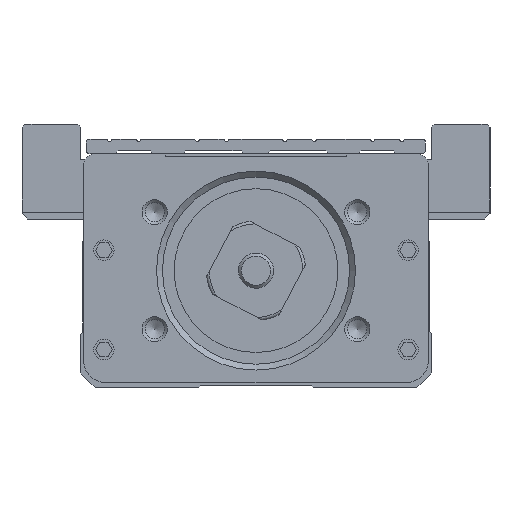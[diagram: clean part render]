
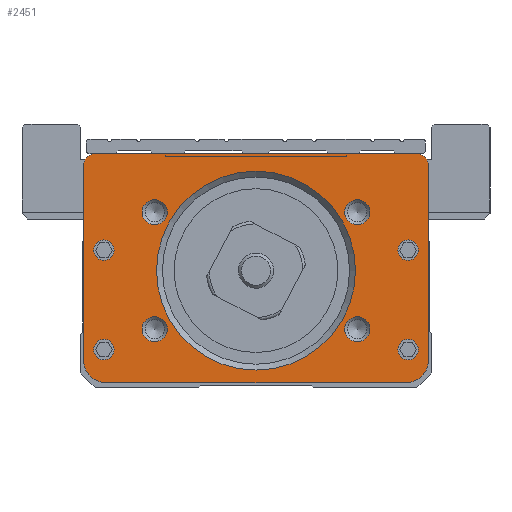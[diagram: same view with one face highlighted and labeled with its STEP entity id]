
A CAD part, front view. The second image highlights one B-rep face of the part: STEP entity #2451.
In plain terms, the highlighted face is planar.
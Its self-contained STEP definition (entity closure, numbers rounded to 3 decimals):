
#2451=ADVANCED_FACE('',(#5648,#5649,#5650,#5651,#5652,#5653,#5654,#5655,
#5656,#5657),#3775,.F.);
#3775=PLANE('',#26740);
#4757=CIRCLE('',#26697,4.);
#4759=CIRCLE('',#26701,4.);
#4770=CIRCLE('',#26725,2.);
#4771=CIRCLE('',#26727,2.);
#4773=CIRCLE('',#26731,2.15);
#4774=CIRCLE('',#26732,2.15);
#4775=CIRCLE('',#26733,2.15);
#4776=CIRCLE('',#26734,2.15);
#4777=CIRCLE('',#26735,17.);
#4778=CIRCLE('',#26736,1.75);
#4779=CIRCLE('',#26737,1.75);
#4780=CIRCLE('',#26738,1.75);
#4781=CIRCLE('',#26739,1.75);
#5648=FACE_BOUND('',#6717,.T.);
#5649=FACE_BOUND('',#6718,.T.);
#5650=FACE_BOUND('',#6719,.T.);
#5651=FACE_BOUND('',#6720,.T.);
#5652=FACE_BOUND('',#6721,.T.);
#5653=FACE_BOUND('',#6722,.T.);
#5654=FACE_BOUND('',#6723,.T.);
#5655=FACE_BOUND('',#6724,.T.);
#5656=FACE_BOUND('',#6725,.T.);
#5657=FACE_BOUND('',#6726,.T.);
#6717=EDGE_LOOP('',(#10226));
#6718=EDGE_LOOP('',(#10227));
#6719=EDGE_LOOP('',(#10228));
#6720=EDGE_LOOP('',(#10229));
#6721=EDGE_LOOP('',(#10230));
#6722=EDGE_LOOP('',(#10231));
#6723=EDGE_LOOP('',(#10232));
#6724=EDGE_LOOP('',(#10233));
#6725=EDGE_LOOP('',(#10234));
#6726=EDGE_LOOP('',(#10235,#10236,#10237,#10238,#10239,#10240,#10241,#10242));
#10226=ORIENTED_EDGE('',*,*,#18753,.T.);
#10227=ORIENTED_EDGE('',*,*,#18754,.T.);
#10228=ORIENTED_EDGE('',*,*,#18755,.T.);
#10229=ORIENTED_EDGE('',*,*,#18756,.T.);
#10230=ORIENTED_EDGE('',*,*,#18757,.T.);
#10231=ORIENTED_EDGE('',*,*,#18758,.T.);
#10232=ORIENTED_EDGE('',*,*,#18759,.T.);
#10233=ORIENTED_EDGE('',*,*,#18760,.T.);
#10234=ORIENTED_EDGE('',*,*,#18761,.T.);
#10235=ORIENTED_EDGE('',*,*,#18736,.F.);
#10236=ORIENTED_EDGE('',*,*,#18690,.F.);
#10237=ORIENTED_EDGE('',*,*,#18711,.F.);
#10238=ORIENTED_EDGE('',*,*,#18751,.F.);
#10239=ORIENTED_EDGE('',*,*,#18646,.F.);
#10240=ORIENTED_EDGE('',*,*,#18750,.F.);
#10241=ORIENTED_EDGE('',*,*,#18709,.F.);
#10242=ORIENTED_EDGE('',*,*,#18698,.F.);
#15918=VERTEX_POINT('',#38250);
#15919=VERTEX_POINT('',#38252);
#15959=VERTEX_POINT('',#38338);
#15960=VERTEX_POINT('',#38340);
#15967=VERTEX_POINT('',#38356);
#15968=VERTEX_POINT('',#38358);
#15973=VERTEX_POINT('',#38371);
#15977=VERTEX_POINT('',#38382);
#16002=VERTEX_POINT('',#38463);
#16003=VERTEX_POINT('',#38465);
#16004=VERTEX_POINT('',#38467);
#16005=VERTEX_POINT('',#38469);
#16006=VERTEX_POINT('',#38471);
#16007=VERTEX_POINT('',#38473);
#16008=VERTEX_POINT('',#38475);
#16009=VERTEX_POINT('',#38477);
#16010=VERTEX_POINT('',#38479);
#18646=EDGE_CURVE('',#15918,#15919,#21825,.T.);
#18690=EDGE_CURVE('',#15959,#15960,#4757,.T.);
#18698=EDGE_CURVE('',#15967,#15968,#4759,.T.);
#18709=EDGE_CURVE('',#15968,#15973,#21871,.T.);
#18711=EDGE_CURVE('',#15977,#15959,#21873,.T.);
#18736=EDGE_CURVE('',#15960,#15967,#21893,.T.);
#18750=EDGE_CURVE('',#15973,#15918,#4770,.T.);
#18751=EDGE_CURVE('',#15919,#15977,#4771,.T.);
#18753=EDGE_CURVE('',#16002,#16002,#4773,.T.);
#18754=EDGE_CURVE('',#16003,#16003,#4774,.T.);
#18755=EDGE_CURVE('',#16004,#16004,#4775,.T.);
#18756=EDGE_CURVE('',#16005,#16005,#4776,.T.);
#18757=EDGE_CURVE('',#16006,#16006,#4777,.T.);
#18758=EDGE_CURVE('',#16007,#16007,#4778,.T.);
#18759=EDGE_CURVE('',#16008,#16008,#4779,.T.);
#18760=EDGE_CURVE('',#16009,#16009,#4780,.T.);
#18761=EDGE_CURVE('',#16010,#16010,#4781,.T.);
#21825=LINE('',#38251,#24253);
#21871=LINE('',#38379,#24299);
#21873=LINE('',#38383,#24301);
#21893=LINE('',#38433,#24321);
#24253=VECTOR('',#30541,1.);
#24299=VECTOR('',#30635,1.);
#24301=VECTOR('',#30639,1.);
#24321=VECTOR('',#30685,1.);
#26697=AXIS2_PLACEMENT_3D('',#38339,#30605,#30606);
#26701=AXIS2_PLACEMENT_3D('',#38357,#30619,#30620);
#26725=AXIS2_PLACEMENT_3D('',#38456,#30708,#30709);
#26727=AXIS2_PLACEMENT_3D('',#38458,#30712,#30713);
#26731=AXIS2_PLACEMENT_3D('',#38462,#30720,#30721);
#26732=AXIS2_PLACEMENT_3D('',#38464,#30722,#30723);
#26733=AXIS2_PLACEMENT_3D('',#38466,#30724,#30725);
#26734=AXIS2_PLACEMENT_3D('',#38468,#30726,#30727);
#26735=AXIS2_PLACEMENT_3D('',#38470,#30728,#30729);
#26736=AXIS2_PLACEMENT_3D('',#38472,#30730,#30731);
#26737=AXIS2_PLACEMENT_3D('',#38474,#30732,#30733);
#26738=AXIS2_PLACEMENT_3D('',#38476,#30734,#30735);
#26739=AXIS2_PLACEMENT_3D('',#38478,#30736,#30737);
#26740=AXIS2_PLACEMENT_3D('',#38480,#30738,#30739);
#30541=DIRECTION('',(1.,0.,0.));
#30605=DIRECTION('',(0.,1.,0.));
#30606=DIRECTION('',(1.,0.,0.));
#30619=DIRECTION('',(0.,1.,0.));
#30620=DIRECTION('',(1.,0.,0.));
#30635=DIRECTION('',(0.,0.,1.));
#30639=DIRECTION('',(0.,0.,-1.));
#30685=DIRECTION('',(-1.,0.,0.));
#30708=DIRECTION('',(0.,1.,0.));
#30709=DIRECTION('',(0.,0.,1.));
#30712=DIRECTION('',(0.,1.,0.));
#30713=DIRECTION('',(0.,0.,1.));
#30720=DIRECTION('',(0.,1.,0.));
#30721=DIRECTION('',(0.,0.,1.));
#30722=DIRECTION('',(0.,1.,0.));
#30723=DIRECTION('',(0.,0.,1.));
#30724=DIRECTION('',(0.,1.,0.));
#30725=DIRECTION('',(0.,0.,1.));
#30726=DIRECTION('',(0.,1.,0.));
#30727=DIRECTION('',(0.,0.,1.));
#30728=DIRECTION('',(0.,1.,0.));
#30729=DIRECTION('',(0.,0.,1.));
#30730=DIRECTION('',(0.,1.,0.));
#30731=DIRECTION('',(0.,0.,1.));
#30732=DIRECTION('',(0.,1.,0.));
#30733=DIRECTION('',(0.,0.,1.));
#30734=DIRECTION('',(0.,1.,0.));
#30735=DIRECTION('',(0.,0.,1.));
#30736=DIRECTION('',(0.,1.,0.));
#30737=DIRECTION('',(0.,0.,1.));
#30738=DIRECTION('',(0.,1.,0.));
#30739=DIRECTION('',(0.,0.,-1.));
#38250=CARTESIAN_POINT('',(-27.5,-130.762,38.));
#38251=CARTESIAN_POINT('',(-25.5,-130.762,38.));
#38252=CARTESIAN_POINT('',(27.5,-130.762,38.));
#38338=CARTESIAN_POINT('',(29.5,-130.762,2.8));
#38339=CARTESIAN_POINT('',(25.5,-130.762,2.8));
#38340=CARTESIAN_POINT('',(25.5,-130.762,-1.2));
#38356=CARTESIAN_POINT('',(-25.5,-130.762,-1.2));
#38357=CARTESIAN_POINT('',(-25.5,-130.762,2.8));
#38358=CARTESIAN_POINT('',(-29.5,-130.762,2.8));
#38371=CARTESIAN_POINT('',(-29.5,-130.762,36.));
#38379=CARTESIAN_POINT('',(-29.5,-130.762,2.8));
#38382=CARTESIAN_POINT('',(29.5,-130.762,36.));
#38383=CARTESIAN_POINT('',(29.5,-130.762,39.));
#38433=CARTESIAN_POINT('',(25.5,-130.762,-1.2));
#38456=CARTESIAN_POINT('',(-27.5,-130.762,36.));
#38458=CARTESIAN_POINT('',(27.5,-130.762,36.));
#38462=CARTESIAN_POINT('',(-17.321,-130.762,28.));
#38463=CARTESIAN_POINT('',(-17.321,-130.762,30.15));
#38464=CARTESIAN_POINT('',(17.321,-130.762,8.));
#38465=CARTESIAN_POINT('',(17.321,-130.762,10.15));
#38466=CARTESIAN_POINT('',(17.321,-130.762,28.));
#38467=CARTESIAN_POINT('',(17.321,-130.762,30.15));
#38468=CARTESIAN_POINT('',(-17.321,-130.762,8.));
#38469=CARTESIAN_POINT('',(-17.321,-130.762,10.15));
#38470=CARTESIAN_POINT('',(0.,-130.762,18.));
#38471=CARTESIAN_POINT('',(0.,-130.762,35.));
#38472=CARTESIAN_POINT('',(-26.,-130.762,21.5));
#38473=CARTESIAN_POINT('',(-26.,-130.762,23.25));
#38474=CARTESIAN_POINT('',(-26.,-130.762,4.5));
#38475=CARTESIAN_POINT('',(-26.,-130.762,6.25));
#38476=CARTESIAN_POINT('',(26.,-130.762,4.5));
#38477=CARTESIAN_POINT('',(26.,-130.762,6.25));
#38478=CARTESIAN_POINT('',(26.,-130.762,21.5));
#38479=CARTESIAN_POINT('',(26.,-130.762,23.25));
#38480=CARTESIAN_POINT('',(-25.5,-130.762,2.8));
